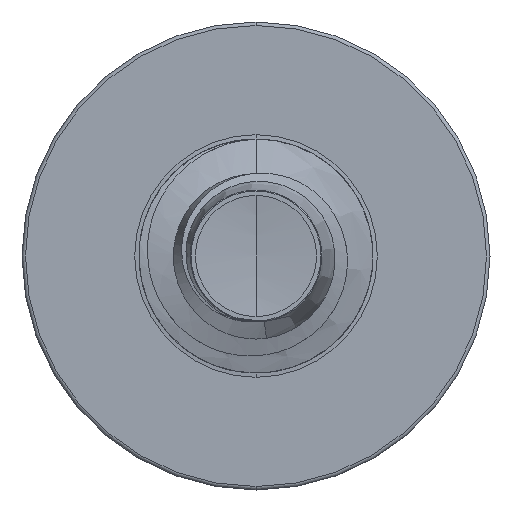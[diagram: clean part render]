
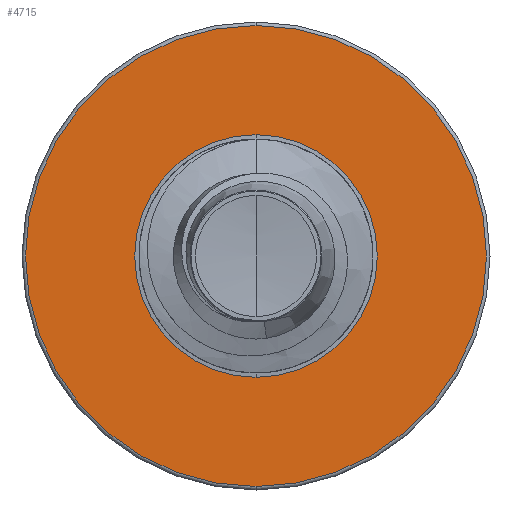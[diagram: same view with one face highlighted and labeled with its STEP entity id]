
A CAD part, front view. The second image highlights one B-rep face of the part: STEP entity #4715.
In plain terms, the highlighted planar face has unit normal (0, -1, 0).
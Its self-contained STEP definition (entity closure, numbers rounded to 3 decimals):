
#173 = CARTESIAN_POINT ( 'NONE',  ( 0., 8., -1.296 ) ) ;
#446 = DIRECTION ( 'NONE',  ( 0., 1., 0. ) ) ;
#856 = CARTESIAN_POINT ( 'NONE',  ( 0., 8., 0. ) ) ;
#896 = DIRECTION ( 'NONE',  ( 0., 1., 0. ) ) ;
#1790 = DIRECTION ( 'NONE',  ( 0., 1., 0. ) ) ;
#2105 = DIRECTION ( 'NONE',  ( 0., 0., 1. ) ) ;
#2115 = DIRECTION ( 'NONE',  ( 0., 0., 1. ) ) ;
#3591 = VERTEX_POINT ( 'NONE', #11634 ) ;
#3594 = AXIS2_PLACEMENT_3D ( 'NONE', #7844, #446, #9022 ) ;
#4646 = CIRCLE ( 'NONE', #5184, 2.462 ) ;
#4715 = ADVANCED_FACE ( 'NONE', ( #12836, #9405 ), #8233, .F. ) ;
#5184 = AXIS2_PLACEMENT_3D ( 'NONE', #8259, #896, #9447 ) ;
#5495 = ORIENTED_EDGE ( 'NONE', *, *, #9959, .F. ) ;
#6111 = EDGE_LOOP ( 'NONE', ( #5495, #7038 ) ) ;
#6260 = CARTESIAN_POINT ( 'NONE',  ( 0., 8., 2.463 ) ) ;
#6448 = VERTEX_POINT ( 'NONE', #14607 ) ;
#6656 = ORIENTED_EDGE ( 'NONE', *, *, #9238, .T. ) ;
#7038 = ORIENTED_EDGE ( 'NONE', *, *, #14912, .F. ) ;
#7844 = CARTESIAN_POINT ( 'NONE',  ( 0., 8., 0. ) ) ;
#8233 = PLANE ( 'NONE',  #10068 ) ;
#8259 = CARTESIAN_POINT ( 'NONE',  ( 0., 8., 0. ) ) ;
#8413 = AXIS2_PLACEMENT_3D ( 'NONE', #9108, #1790, #10299 ) ;
#8553 = VERTEX_POINT ( 'NONE', #6260 ) ;
#9022 = DIRECTION ( 'NONE',  ( 0., 0., 1. ) ) ;
#9108 = CARTESIAN_POINT ( 'NONE',  ( 0., 8., 0. ) ) ;
#9238 = EDGE_CURVE ( 'NONE', #6448, #11480, #14412, .T. ) ;
#9405 = FACE_BOUND ( 'NONE', #14649, .T. ) ;
#9408 = DIRECTION ( 'NONE',  ( 0., 1., 0. ) ) ;
#9419 = DIRECTION ( 'NONE',  ( 0., 1., 0. ) ) ;
#9447 = DIRECTION ( 'NONE',  ( 0., 0., 1. ) ) ;
#9959 = EDGE_CURVE ( 'NONE', #8553, #3591, #13357, .T. ) ;
#10068 = AXIS2_PLACEMENT_3D ( 'NONE', #14005, #9419, #2115 ) ;
#10106 = AXIS2_PLACEMENT_3D ( 'NONE', #856, #9408, #2105 ) ;
#10299 = DIRECTION ( 'NONE',  ( 0., 0., 1. ) ) ;
#10930 = ORIENTED_EDGE ( 'NONE', *, *, #15102, .T. ) ;
#11480 = VERTEX_POINT ( 'NONE', #173 ) ;
#11634 = CARTESIAN_POINT ( 'NONE',  ( 0., 8., -2.462 ) ) ;
#12836 = FACE_OUTER_BOUND ( 'NONE', #6111, .T. ) ;
#13340 = CIRCLE ( 'NONE', #8413, 1.296 ) ;
#13357 = CIRCLE ( 'NONE', #10106, 2.462 ) ;
#14005 = CARTESIAN_POINT ( 'NONE',  ( 0., 8., -1.296 ) ) ;
#14412 = CIRCLE ( 'NONE', #3594, 1.296 ) ;
#14607 = CARTESIAN_POINT ( 'NONE',  ( 0., 8., 1.296 ) ) ;
#14649 = EDGE_LOOP ( 'NONE', ( #6656, #10930 ) ) ;
#14912 = EDGE_CURVE ( 'NONE', #3591, #8553, #4646, .T. ) ;
#15102 = EDGE_CURVE ( 'NONE', #11480, #6448, #13340, .T. ) ;
